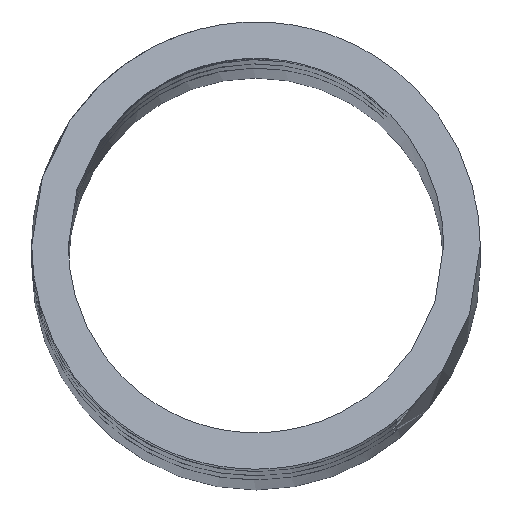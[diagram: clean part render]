
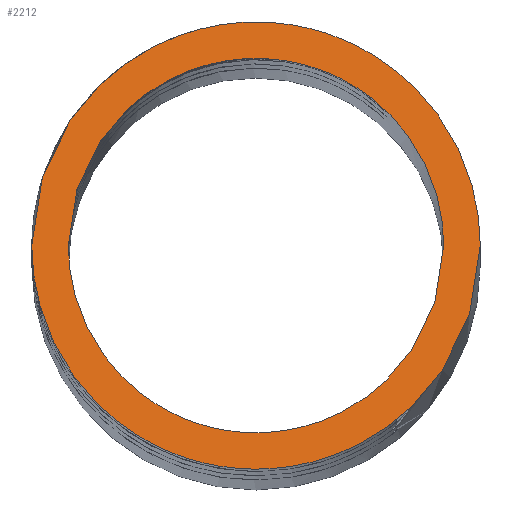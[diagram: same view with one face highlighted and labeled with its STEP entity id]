
A CAD part, top view. The second image highlights one B-rep face of the part: STEP entity #2212.
In plain terms, the highlighted planar face has unit normal (0, 0.87, 0.494).
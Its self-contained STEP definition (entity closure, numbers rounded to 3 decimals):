
#283 = CARTESIAN_POINT ( 'NONE',  ( 0.622, 1.244, 14.982 ) ) ;
#422 = CARTESIAN_POINT ( 'NONE',  ( -0.521, -1.041, 19.004 ) ) ;
#499 = EDGE_CURVE ( 'NONE', #4209, #937, #1420, .T. ) ;
#547 = CARTESIAN_POINT ( 'NONE',  ( 0.521, 1.041, 15.339 ) ) ;
#587 = DIRECTION ( 'NONE',  ( 0., 0.869, 0.494 ) ) ;
#626 = DIRECTION ( 'NONE',  ( 0., -0.494, 0.869 ) ) ;
#627 = EDGE_LOOP ( 'NONE', ( #2761, #2868 ) ) ;
#732 = EDGE_CURVE ( 'NONE', #2710, #3483, #4705, .T. ) ;
#937 = VERTEX_POINT ( 'NONE', #3714 ) ;
#1080 = CARTESIAN_POINT ( 'NONE',  ( -0.622, 0., 17.171 ) ) ;
#1083 = EDGE_CURVE ( 'NONE', #3483, #2710, #4807, .T. ) ;
#1345 = CARTESIAN_POINT ( 'NONE',  ( 0.622, -1.244, 19.361 ) ) ;
#1401 = ORIENTED_EDGE ( 'NONE', *, *, #1083, .T. ) ;
#1420 =( BOUNDED_CURVE ( )  B_SPLINE_CURVE ( 3, ( #2348, #1536, #283, #5193 ),
 .UNSPECIFIED., .F., .F. ) 
 B_SPLINE_CURVE_WITH_KNOTS ( ( 4, 4 ),
 ( 1.571, 4.712 ),
 .UNSPECIFIED. ) 
 CURVE ( )  GEOMETRIC_REPRESENTATION_ITEM ( )  RATIONAL_B_SPLINE_CURVE ( ( 1., 0.333, 0.333, 1. ) ) 
 REPRESENTATION_ITEM ( '' )  );
#1536 = CARTESIAN_POINT ( 'NONE',  ( -0.622, 1.244, 14.982 ) ) ;
#1645 = EDGE_LOOP ( 'NONE', ( #3349, #1401 ) ) ;
#1723 = EDGE_CURVE ( 'NONE', #937, #4209, #1846, .T. ) ;
#1737 = CARTESIAN_POINT ( 'NONE',  ( 0.521, 0., 17.171 ) ) ;
#1824 = PLANE ( 'NONE',  #4440 ) ;
#1846 =( BOUNDED_CURVE ( )  B_SPLINE_CURVE ( 3, ( #3087, #1345, #1856, #1080 ),
 .UNSPECIFIED., .F., .T. ) 
 B_SPLINE_CURVE_WITH_KNOTS ( ( 4, 4 ),
 ( 4.712, 7.854 ),
 .UNSPECIFIED. ) 
 CURVE ( )  GEOMETRIC_REPRESENTATION_ITEM ( )  RATIONAL_B_SPLINE_CURVE ( ( 1., 0.333, 0.333, 1. ) ) 
 REPRESENTATION_ITEM ( '' )  );
#1856 = CARTESIAN_POINT ( 'NONE',  ( -0.622, -1.244, 19.361 ) ) ;
#2166 = CARTESIAN_POINT ( 'NONE',  ( -0.521, 0., 17.171 ) ) ;
#2212 = ADVANCED_FACE ( 'NONE', ( #4639, #3564 ), #1824, .T. ) ;
#2348 = CARTESIAN_POINT ( 'NONE',  ( -0.622, 0., 17.171 ) ) ;
#2710 = VERTEX_POINT ( 'NONE', #4597 ) ;
#2761 = ORIENTED_EDGE ( 'NONE', *, *, #1723, .F. ) ;
#2795 = CARTESIAN_POINT ( 'NONE',  ( 0.521, -1.041, 19.004 ) ) ;
#2868 = ORIENTED_EDGE ( 'NONE', *, *, #499, .F. ) ;
#3087 = CARTESIAN_POINT ( 'NONE',  ( 0.622, 0., 17.171 ) ) ;
#3349 = ORIENTED_EDGE ( 'NONE', *, *, #732, .T. ) ;
#3483 = VERTEX_POINT ( 'NONE', #2166 ) ;
#3564 = FACE_BOUND ( 'NONE', #1645, .T. ) ;
#3714 = CARTESIAN_POINT ( 'NONE',  ( 0.622, 0., 17.171 ) ) ;
#3759 = CARTESIAN_POINT ( 'NONE',  ( -0.521, 0., 17.171 ) ) ;
#4070 = CARTESIAN_POINT ( 'NONE',  ( -0.521, 0., 17.171 ) ) ;
#4209 = VERTEX_POINT ( 'NONE', #4435 ) ;
#4435 = CARTESIAN_POINT ( 'NONE',  ( -0.622, 0., 17.171 ) ) ;
#4440 = AXIS2_PLACEMENT_3D ( 'NONE', #5072, #587, #626 ) ;
#4562 = CARTESIAN_POINT ( 'NONE',  ( -0.521, 1.041, 15.339 ) ) ;
#4597 = CARTESIAN_POINT ( 'NONE',  ( 0.521, 0., 17.171 ) ) ;
#4639 = FACE_OUTER_BOUND ( 'NONE', #627, .T. ) ;
#4705 =( BOUNDED_CURVE ( )  B_SPLINE_CURVE ( 3, ( #4892, #2795, #422, #4070 ),
 .UNSPECIFIED., .F., .T. ) 
 B_SPLINE_CURVE_WITH_KNOTS ( ( 4, 4 ),
 ( 4.712, 7.854 ),
 .UNSPECIFIED. ) 
 CURVE ( )  GEOMETRIC_REPRESENTATION_ITEM ( )  RATIONAL_B_SPLINE_CURVE ( ( 1., 0.333, 0.333, 1. ) ) 
 REPRESENTATION_ITEM ( '' )  );
#4807 =( BOUNDED_CURVE ( )  B_SPLINE_CURVE ( 3, ( #3759, #4562, #547, #1737 ),
 .UNSPECIFIED., .F., .F. ) 
 B_SPLINE_CURVE_WITH_KNOTS ( ( 4, 4 ),
 ( 1.571, 4.712 ),
 .UNSPECIFIED. ) 
 CURVE ( )  GEOMETRIC_REPRESENTATION_ITEM ( )  RATIONAL_B_SPLINE_CURVE ( ( 1., 0.333, 0.333, 1. ) ) 
 REPRESENTATION_ITEM ( '' )  );
#4892 = CARTESIAN_POINT ( 'NONE',  ( 0.521, 0., 17.171 ) ) ;
#5072 = CARTESIAN_POINT ( 'NONE',  ( 10., -0.622, 18.266 ) ) ;
#5193 = CARTESIAN_POINT ( 'NONE',  ( 0.622, 0., 17.171 ) ) ;
